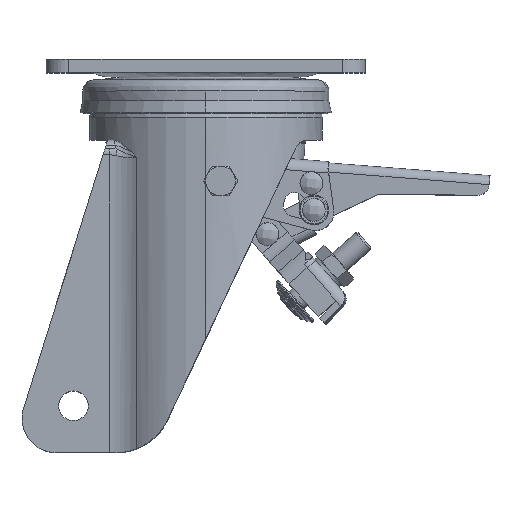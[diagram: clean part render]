
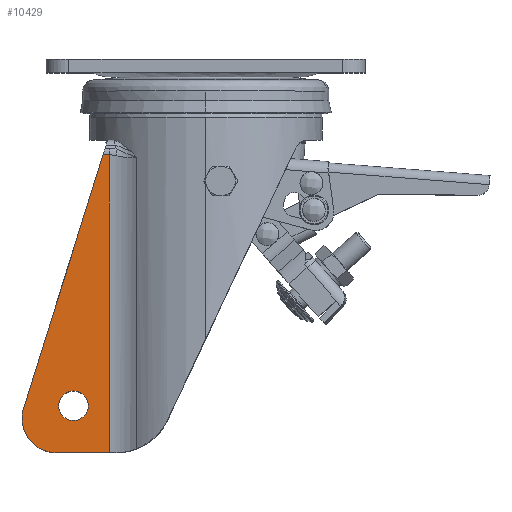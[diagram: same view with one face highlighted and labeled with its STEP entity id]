
A CAD part, top view. The second image highlights one B-rep face of the part: STEP entity #10429.
In plain terms, the highlighted planar face has unit normal (0, 0, 1).
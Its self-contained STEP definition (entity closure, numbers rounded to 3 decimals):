
#547 = VERTEX_POINT ( 'NONE', #16555 ) ;
#915 = VECTOR ( 'NONE', #25635, 1000. ) ;
#1080 = CARTESIAN_POINT ( 'NONE',  ( -42.332, -155.5, 37. ) ) ;
#1316 = DIRECTION ( 'NONE',  ( 1., 0., 0. ) ) ;
#2524 = DIRECTION ( 'NONE',  ( 1., 0., 0. ) ) ;
#2618 = EDGE_LOOP ( 'NONE', ( #33712, #15396, #23105, #27315, #17268, #23071 ) ) ;
#2623 = CARTESIAN_POINT ( 'NONE',  ( 0., -155.5, 37. ) ) ;
#2909 = DIRECTION ( 'NONE',  ( 1., 0., 0. ) ) ;
#3044 = VECTOR ( 'NONE', #22156, 1000. ) ;
#3589 = CARTESIAN_POINT ( 'NONE',  ( -65.57, -140.5, 37. ) ) ;
#3689 = AXIS2_PLACEMENT_3D ( 'NONE', #8071, #26493, #2909 ) ;
#3851 = LINE ( 'NONE', #2623, #30998 ) ;
#4406 = CARTESIAN_POINT ( 'NONE',  ( -42.332, -24.929, 37. ) ) ;
#5886 = LINE ( 'NONE', #9201, #3044 ) ;
#6183 = CARTESIAN_POINT ( 'NONE',  ( -65.57, -140.5, 37. ) ) ;
#6511 = DIRECTION ( 'NONE',  ( 0., 0., 1. ) ) ;
#6904 = EDGE_CURVE ( 'NONE', #30623, #13222, #33924, .T. ) ;
#7302 = CARTESIAN_POINT ( 'NONE',  ( -86., -155.5, 37. ) ) ;
#7557 = DIRECTION ( 'NONE',  ( 0., 0., 1. ) ) ;
#8071 = CARTESIAN_POINT ( 'NONE',  ( -58., -134.94, 37. ) ) ;
#8094 = EDGE_CURVE ( 'NONE', #19908, #22975, #28181, .T. ) ;
#8978 = DIRECTION ( 'NONE',  ( 0., 0., 1. ) ) ;
#8980 = EDGE_CURVE ( 'NONE', #13222, #30623, #29746, .T. ) ;
#9021 = EDGE_CURVE ( 'NONE', #22975, #30613, #5886, .T. ) ;
#9083 = DIRECTION ( 'NONE',  ( -1., 0., 0. ) ) ;
#9201 = CARTESIAN_POINT ( 'NONE',  ( -90., -24.929, 37. ) ) ;
#9437 = CARTESIAN_POINT ( 'NONE',  ( -42.332, -68.452, 37. ) ) ;
#9493 = LINE ( 'NONE', #7302, #915 ) ;
#10052 = CARTESIAN_POINT ( 'NONE',  ( -65.57, -155.5, 37. ) ) ;
#10429 = ADVANCED_FACE ( 'NONE', ( #19463, #16954 ), #33877, .T. ) ;
#10941 = EDGE_CURVE ( 'NONE', #30613, #547, #9493, .T. ) ;
#11469 = CIRCLE ( 'NONE', #28580, 15. ) ;
#13222 = VERTEX_POINT ( 'NONE', #21597 ) ;
#14369 = CARTESIAN_POINT ( 'NONE',  ( -42.332, -155.5, 37. ) ) ;
#14707 = EDGE_CURVE ( 'NONE', #19908, #17151, #3851, .T. ) ;
#15396 = ORIENTED_EDGE ( 'NONE', *, *, #9021, .T. ) ;
#16555 = CARTESIAN_POINT ( 'NONE',  ( -79.882, -136.008, 37. ) ) ;
#16954 = FACE_OUTER_BOUND ( 'NONE', #2618, .T. ) ;
#17151 = VERTEX_POINT ( 'NONE', #10052 ) ;
#17268 = ORIENTED_EDGE ( 'NONE', *, *, #27523, .T. ) ;
#17824 = AXIS2_PLACEMENT_3D ( 'NONE', #3589, #8978, #9083 ) ;
#18298 = CARTESIAN_POINT ( 'NONE',  ( -90., -18.5, 37. ) ) ;
#19303 = ORIENTED_EDGE ( 'NONE', *, *, #6904, .T. ) ;
#19463 = FACE_BOUND ( 'NONE', #20777, .T. ) ;
#19618 = CARTESIAN_POINT ( 'NONE',  ( -58., -134.94, 37. ) ) ;
#19843 = EDGE_CURVE ( 'NONE', #547, #26669, #28265, .T. ) ;
#19908 = VERTEX_POINT ( 'NONE', #1080 ) ;
#20270 = CARTESIAN_POINT ( 'NONE',  ( -45.018, -24.929, 37. ) ) ;
#20777 = EDGE_LOOP ( 'NONE', ( #19303, #33634 ) ) ;
#21597 = CARTESIAN_POINT ( 'NONE',  ( -64.5, -134.94, 37. ) ) ;
#22156 = DIRECTION ( 'NONE',  ( -1., 0., 0. ) ) ;
#22613 = DIRECTION ( 'NONE',  ( 0., 0., -1. ) ) ;
#22975 = VERTEX_POINT ( 'NONE', #31664 ) ;
#23071 = ORIENTED_EDGE ( 'NONE', *, *, #14707, .F. ) ;
#23105 = ORIENTED_EDGE ( 'NONE', *, *, #10941, .T. ) ;
#25570 = CARTESIAN_POINT ( 'NONE',  ( -51.5, -134.94, 37. ) ) ;
#25635 = DIRECTION ( 'NONE',  ( -0.299, -0.954, 0. ) ) ;
#26493 = DIRECTION ( 'NONE',  ( 0., 0., -1. ) ) ;
#26669 = VERTEX_POINT ( 'NONE', #30964 ) ;
#27315 = ORIENTED_EDGE ( 'NONE', *, *, #19843, .T. ) ;
#27349 = DIRECTION ( 'NONE',  ( -1., 0., 0. ) ) ;
#27523 = EDGE_CURVE ( 'NONE', #26669, #17151, #11469, .T. ) ;
#27616 = CARTESIAN_POINT ( 'NONE',  ( -42.332, -111.976, 37. ) ) ;
#28181 = B_SPLINE_CURVE_WITH_KNOTS ( 'NONE', 3,
 ( #14369, #27616, #9437, #4406 ),
 .UNSPECIFIED., .F., .F.,
 ( 4, 4 ),
 ( 0., 1. ),
 .UNSPECIFIED. ) ;
#28265 = CIRCLE ( 'NONE', #17824, 15. ) ;
#28580 = AXIS2_PLACEMENT_3D ( 'NONE', #6183, #6511, #27349 ) ;
#28921 = DIRECTION ( 'NONE',  ( -1., 0., 0. ) ) ;
#29746 = CIRCLE ( 'NONE', #32932, 6.5 ) ;
#30321 = AXIS2_PLACEMENT_3D ( 'NONE', #18298, #7557, #2524 ) ;
#30613 = VERTEX_POINT ( 'NONE', #20270 ) ;
#30623 = VERTEX_POINT ( 'NONE', #25570 ) ;
#30964 = CARTESIAN_POINT ( 'NONE',  ( -80.57, -140.5, 37. ) ) ;
#30998 = VECTOR ( 'NONE', #28921, 1000. ) ;
#31664 = CARTESIAN_POINT ( 'NONE',  ( -42.332, -24.929, 37. ) ) ;
#32932 = AXIS2_PLACEMENT_3D ( 'NONE', #19618, #22613, #1316 ) ;
#33634 = ORIENTED_EDGE ( 'NONE', *, *, #8980, .T. ) ;
#33712 = ORIENTED_EDGE ( 'NONE', *, *, #8094, .T. ) ;
#33877 = PLANE ( 'NONE',  #30321 ) ;
#33924 = CIRCLE ( 'NONE', #3689, 6.5 ) ;
